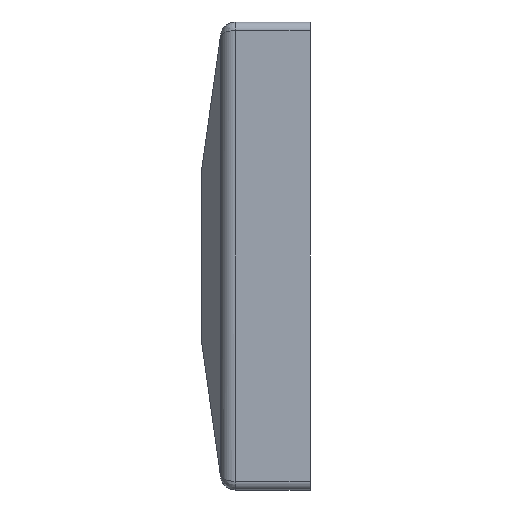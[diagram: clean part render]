
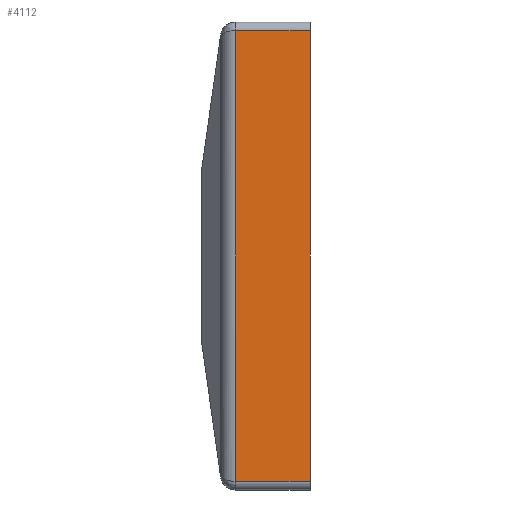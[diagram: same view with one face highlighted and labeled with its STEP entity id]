
A CAD part, left-side view. The second image highlights one B-rep face of the part: STEP entity #4112.
In plain terms, the highlighted planar face has unit normal (-1, 0, 0).
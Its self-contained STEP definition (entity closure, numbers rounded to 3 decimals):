
#166 = VECTOR ( 'NONE', #3570, 1000. ) ;
#216 = DIRECTION ( 'NONE',  ( 0., 1., 0. ) ) ;
#242 = AXIS2_PLACEMENT_3D ( 'NONE', #3020, #11148, #12305 ) ;
#407 = CARTESIAN_POINT ( 'NONE',  ( -54., 0., 52. ) ) ;
#604 = VERTEX_POINT ( 'NONE', #407 ) ;
#853 = VERTEX_POINT ( 'NONE', #9354 ) ;
#1469 = ORIENTED_EDGE ( 'NONE', *, *, #12810, .T. ) ;
#2175 = LINE ( 'NONE', #12980, #11299 ) ;
#2229 = CARTESIAN_POINT ( 'NONE',  ( -54., 0., -52. ) ) ;
#2555 = EDGE_CURVE ( 'NONE', #853, #4479, #5682, .T. ) ;
#3020 = CARTESIAN_POINT ( 'NONE',  ( -54., 17.214, 54. ) ) ;
#3570 = DIRECTION ( 'NONE',  ( 0., 0., -1. ) ) ;
#4112 = ADVANCED_FACE ( 'NONE', ( #11305 ), #8812, .F. ) ;
#4479 = VERTEX_POINT ( 'NONE', #8517 ) ;
#4810 = EDGE_CURVE ( 'NONE', #604, #8387, #10743, .T. ) ;
#5074 = CARTESIAN_POINT ( 'NONE',  ( -54., 17.214, 54. ) ) ;
#5676 = EDGE_CURVE ( 'NONE', #4479, #8387, #15093, .T. ) ;
#5682 = LINE ( 'NONE', #5074, #8049 ) ;
#6260 = DIRECTION ( 'NONE',  ( 0., 0., -1. ) ) ;
#6982 = ORIENTED_EDGE ( 'NONE', *, *, #2555, .T. ) ;
#7634 = EDGE_LOOP ( 'NONE', ( #6982, #7921, #10001, #1469 ) ) ;
#7685 = VECTOR ( 'NONE', #13938, 1000. ) ;
#7921 = ORIENTED_EDGE ( 'NONE', *, *, #5676, .T. ) ;
#8049 = VECTOR ( 'NONE', #6260, 1000. ) ;
#8387 = VERTEX_POINT ( 'NONE', #2229 ) ;
#8517 = CARTESIAN_POINT ( 'NONE',  ( -54., 17.214, -52. ) ) ;
#8812 = PLANE ( 'NONE',  #242 ) ;
#9354 = CARTESIAN_POINT ( 'NONE',  ( -54., 17.214, 52. ) ) ;
#10001 = ORIENTED_EDGE ( 'NONE', *, *, #4810, .F. ) ;
#10743 = LINE ( 'NONE', #11530, #166 ) ;
#11148 = DIRECTION ( 'NONE',  ( 1., 0., 0. ) ) ;
#11299 = VECTOR ( 'NONE', #216, 1000. ) ;
#11305 = FACE_OUTER_BOUND ( 'NONE', #7634, .T. ) ;
#11530 = CARTESIAN_POINT ( 'NONE',  ( -54., 0., 54. ) ) ;
#12305 = DIRECTION ( 'NONE',  ( 0., 1., 0. ) ) ;
#12774 = CARTESIAN_POINT ( 'NONE',  ( -54., 17.214, -52. ) ) ;
#12810 = EDGE_CURVE ( 'NONE', #604, #853, #2175, .T. ) ;
#12980 = CARTESIAN_POINT ( 'NONE',  ( -54., 17.214, 52. ) ) ;
#13938 = DIRECTION ( 'NONE',  ( 0., -1., 0. ) ) ;
#15093 = LINE ( 'NONE', #12774, #7685 ) ;
